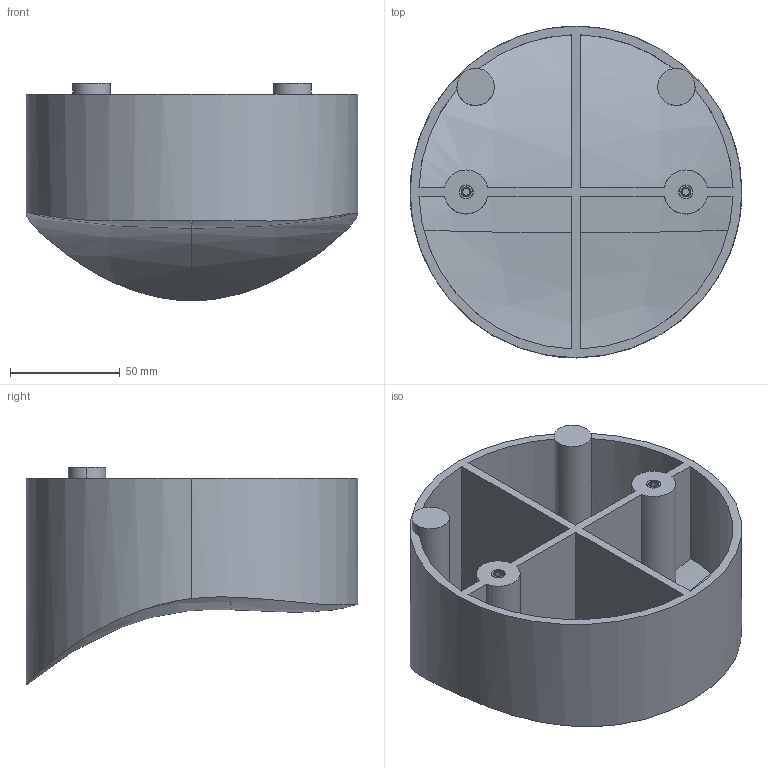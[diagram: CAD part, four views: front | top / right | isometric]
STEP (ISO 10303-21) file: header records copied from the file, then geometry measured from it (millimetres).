
FILE_DESCRIPTION (( 'STEP AP203' ), '1' );
FILE_NAME ('MS001-A.03.009SL.1.1扜砉芛裔啣.step', '2021-08-27T10:47:45', ( 'Windows User' ), ( 'P R C' ), 'SwSTEP 2.0', 'SolidWorks 2016', '' );
FILE_SCHEMA (( 'CONFIG_CONTROL_DESIGN' ));
Length unit declared in the file: millimetre
Products named in the file (1): MS001-A.03.009SL.1.1扜砉芛裔啣
Bounding box: 151 x 151 x 98.98 mm (x, y, z)
Volume: 308832.1 mm3; surface area: 133912.8 mm2
Topology: 3 solids, 3 shells, 527 faces, 1510 edges, 1001 vertices
Faces by surface type: bspline 298, cylinder 186, plane 27, cone 16
Entity records: 28155 total; most frequent: CARTESIAN_POINT 16921, ORIENTED_EDGE 3020, EDGE_CURVE 1510, DIRECTION 1284, B_SPLINE_CURVE_WITH_KNOTS 1056, VERTEX_POINT 1001, AXIS2_PLACEMENT_3D 600, EDGE_LOOP 543
